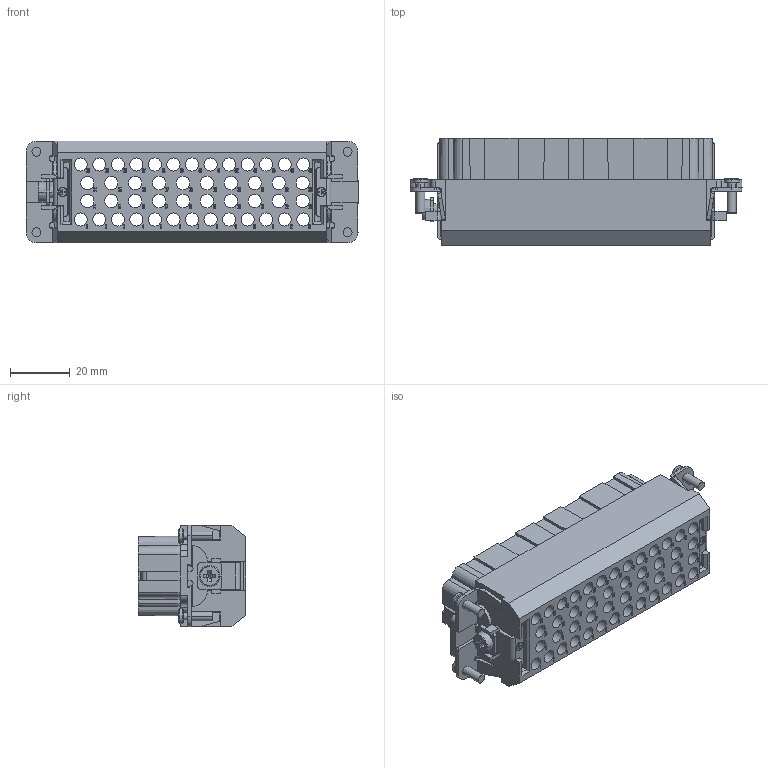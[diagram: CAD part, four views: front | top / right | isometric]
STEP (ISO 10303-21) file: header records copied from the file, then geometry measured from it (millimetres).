
FILE_DESCRIPTION((''),'2;1');
FILE_NAME('46F','2017-08-14T',('tl.yang'),(''),'PRO/ENGINEER BY PARAMETRIC TECHNOLOGY CORPORATION, 2011500','PRO/ENGINEER BY PARAMETRIC TECHNOLOGY CORPORATION, 2011500','');
FILE_SCHEMA(('CONFIG_CONTROL_DESIGN'));
Products named in the file (1): 46F
Bounding box: 111 x 36 x 34 mm (x, y, z)
Volume: 67766.3 mm3; surface area: 43949.7 mm2
Topology: 1 solids, 1 shells, 6578 faces, 18782 edges, 12496 vertices
Faces by surface type: plane 6176, cylinder 334, bspline 32, cone 30, torus 6
Entity records: 211616 total; most frequent: CARTESIAN_POINT 39036, ORIENTED_EDGE 37564, DIRECTION 32520, EDGE_CURVE 18782, VECTOR 17988, LINE 17988, VERTEX_POINT 12496, AXIS2_PLACEMENT_3D 7266
